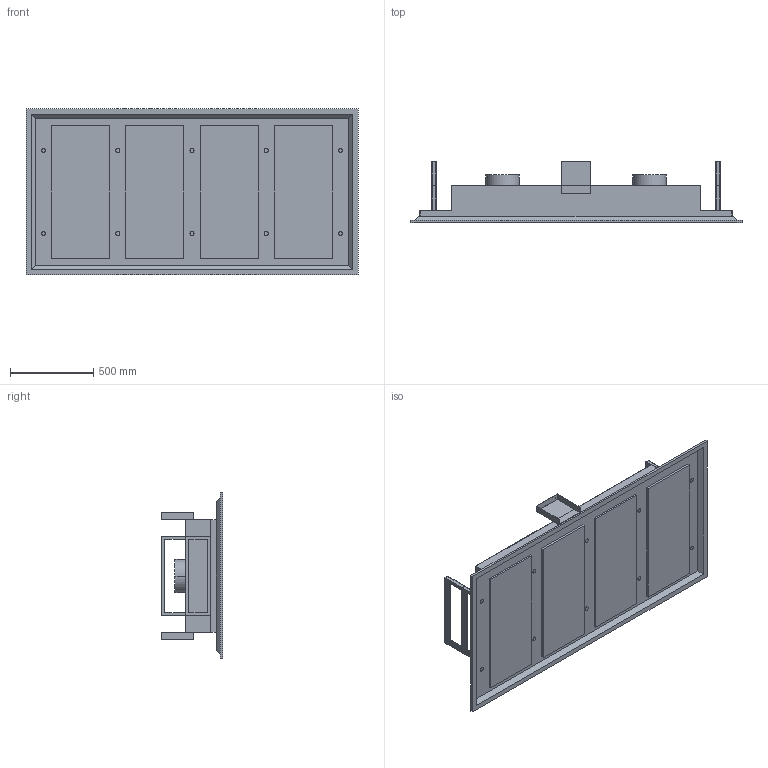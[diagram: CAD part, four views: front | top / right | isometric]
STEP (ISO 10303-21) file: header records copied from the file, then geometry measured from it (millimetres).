
FILE_DESCRIPTION((''),'2;1');
FILE_NAME('CC-INARTS','2021-02-12T',('seona'),(''),'CREO PARAMETRIC BY PTC INC, 2016260','CREO PARAMETRIC BY PTC INC, 2016260','');
FILE_SCHEMA(('CONFIG_CONTROL_DESIGN'));
Length unit declared in the file: millimetre
Products named in the file (1): CC-INARTS
Bounding box: 2000 x 367.8 x 1000 mm (x, y, z)
Volume: 43470239.5 mm3; surface area: 11443030.5 mm2
Topology: 17 solids, 17 shells, 247 faces, 596 edges, 396 vertices
Faces by surface type: plane 175, cylinder 72
Entity records: 7288 total; most frequent: CARTESIAN_POINT 1239, DIRECTION 1234, ORIENTED_EDGE 1192, EDGE_CURVE 596, VECTOR 452, LINE 452, VERTEX_POINT 396, AXIS2_PLACEMENT_3D 391
